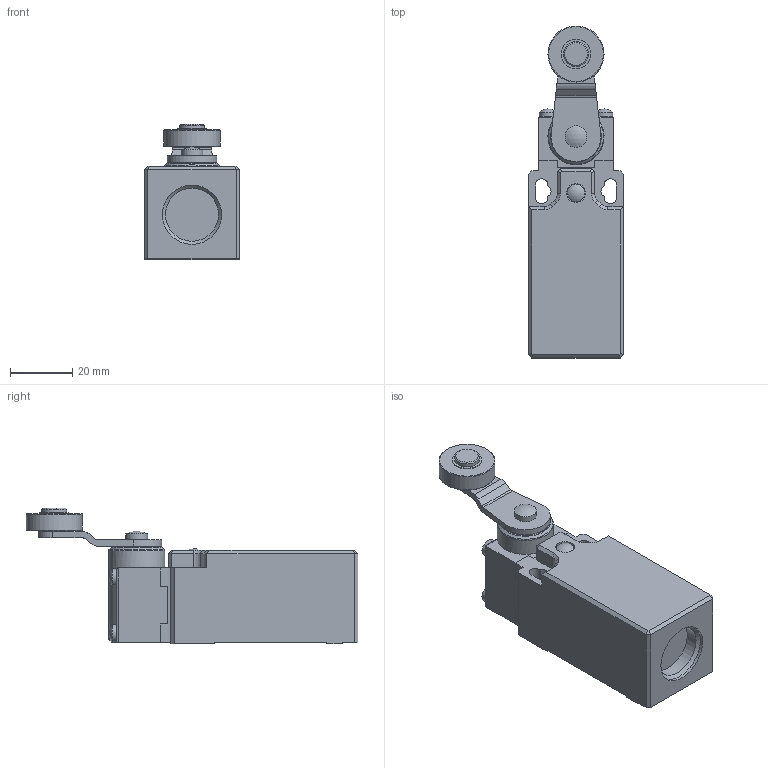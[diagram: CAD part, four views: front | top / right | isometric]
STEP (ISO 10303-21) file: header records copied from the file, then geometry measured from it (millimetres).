
FILE_DESCRIPTION(/* description */ ('STEP AP203'),/* implementation_level */ '2;1');
FILE_NAME(/* name */ 'AP3T41Z11',/* time_stamp */ '2025-05-29T09:29:37+02:00',/* author */ ('License CC BY-ND 4.0'),/* organization */ ('CADENAS'),/* preprocessor_version */ 'ST-DEVELOPER v19.3',/* originating_system */ 'PARTsolutions',/* authorisation */ ' ');
FILE_SCHEMA (('CONFIG_CONTROL_DESIGN'));
Length unit declared in the file: millimetre
Products named in the file (4): AP3T41Z11; AP3T41Z11_PART1; AP3T41Z11_PART2; AP3T41Z11_PART3
Assembly tree (3 placements, depth 2):
  AP3T41Z11
    AP3T41Z11_PART1
    AP3T41Z11_PART2
    AP3T41Z11_PART3
Bounding box: 30.3 x 106.5 x 43.6 mm (x, y, z)
Volume: 64956.7 mm3; surface area: 15767.9 mm2
Topology: 3 solids, 3 shells, 184 faces, 462 edges, 292 vertices
Faces by surface type: plane 116, cylinder 48, cone 8, torus 6, sphere 6
Full cylindrical faces by diameter (mm): 5.6 x5, 6 x3, 7 x1, 8 x1, 9.5 x2, 13.5 x1, 14.9 x1, 17 x1, 18 x2, 19 x1
Entity records: 5534 total; most frequent: CARTESIAN_POINT 939, DIRECTION 902, ORIENTED_EDGE 844, EDGE_CURVE 422, AXIS2_PLACEMENT_3D 306, LINE 290, VECTOR 290, VERTEX_POINT 281
